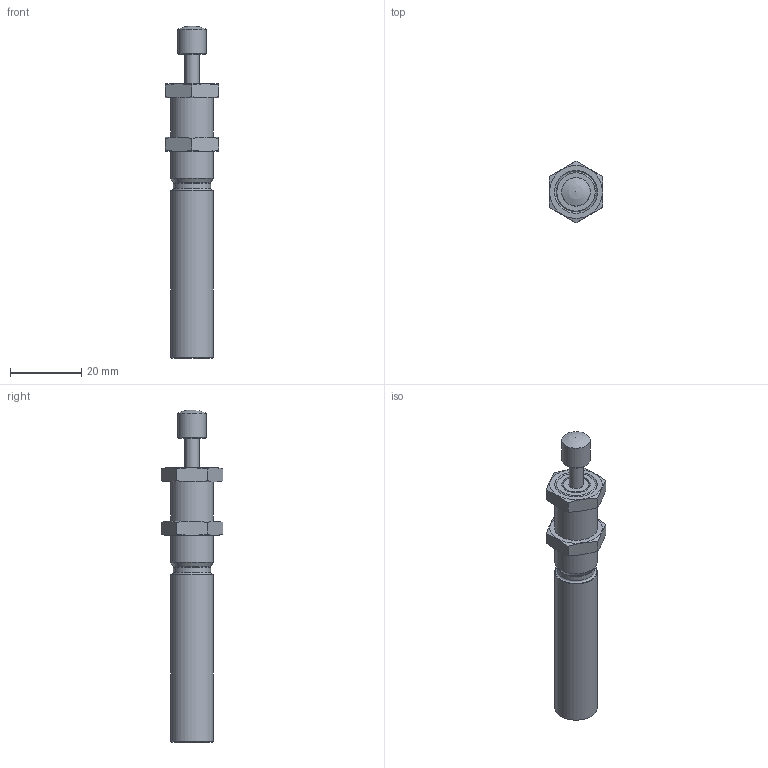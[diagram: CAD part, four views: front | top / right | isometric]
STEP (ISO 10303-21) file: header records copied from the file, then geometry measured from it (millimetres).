
FILE_DESCRIPTION(/* description */ ('STEP AP214'),/* implementation_level */ '2;1');
FILE_NAME(/* name */ '1138641_DYSR-8-8-Y5',/* time_stamp */ '2024-08-22T11:17:57+02:00',/* author */ ('License CC BY-ND 4.0'),/* organization */ ('CADENAS'),/* preprocessor_version */ 'ST-DEVELOPER v19.3',/* originating_system */ 'PARTsolutions',/* authorisation */ ' ');
FILE_SCHEMA (('AUTOMOTIVE_DESIGN {1 0 10303 214 3 1 1}'));
Length unit declared in the file: millimetre
Products named in the file (3): 1138641 DYSR-8-8-Y5---(8); 1138641 DYSR-8-8-Y5p---(8); 348987 SPZ-20 M12X1-4-15
Assembly tree (3 placements, depth 2):
  1138641 DYSR-8-8-Y5---(8)
    1138641 DYSR-8-8-Y5p---(8)
    348987 SPZ-20 M12X1-4-15  x2
Bounding box: 15 x 17.32 x 93.2 mm (x, y, z)
Volume: 9800.5 mm3; surface area: 4714 mm2
Topology: 3 solids, 3 shells, 65 faces, 141 edges, 88 vertices
Faces by surface type: plane 36, cone 14, cylinder 12, torus 2, sphere 1
Full cylindrical faces by diameter (mm): 4 x2, 7.2 x1, 7.9 x1, 8 x2, 8.7 x1, 10.4 x1, 10.917 x2, 12 x2
Entity records: 1328 total; most frequent: CARTESIAN_POINT 269, DIRECTION 210, ORIENTED_EDGE 158, AXIS2_PLACEMENT_3D 93, FACE_BOUND 85, EDGE_LOOP 84, EDGE_CURVE 79, VERTEX_POINT 62
